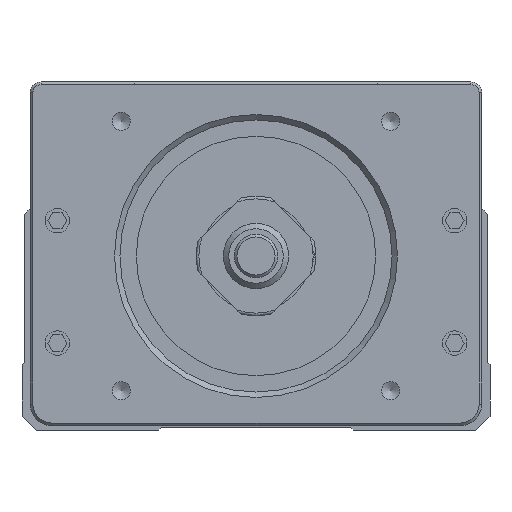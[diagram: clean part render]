
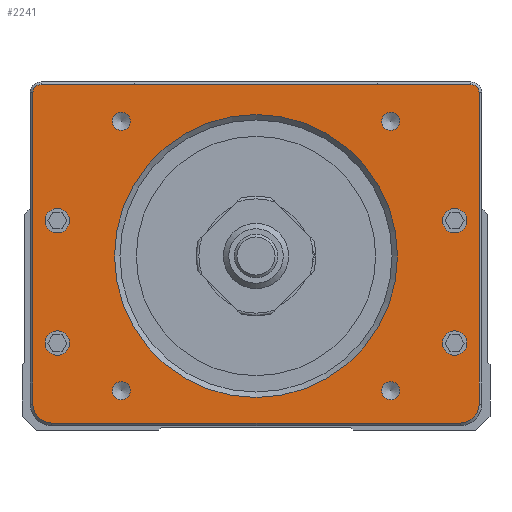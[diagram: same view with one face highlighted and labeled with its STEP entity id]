
A CAD part, front view. The second image highlights one B-rep face of the part: STEP entity #2241.
In plain terms, the highlighted planar face has unit normal (0, -1, 0).
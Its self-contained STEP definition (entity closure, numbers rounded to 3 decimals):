
#450=PLANE('',#27300);
#1474=FACE_BOUND('',#5306,.T.);
#1475=FACE_BOUND('',#5307,.T.);
#1476=FACE_BOUND('',#5308,.T.);
#1477=FACE_BOUND('',#5309,.T.);
#1478=FACE_BOUND('',#5310,.T.);
#1479=FACE_BOUND('',#5311,.T.);
#1480=FACE_BOUND('',#5312,.T.);
#1481=FACE_BOUND('',#5313,.T.);
#1482=FACE_BOUND('',#5314,.T.);
#1483=FACE_BOUND('',#5315,.T.);
#2241=ADVANCED_FACE('',(#1474,#1475,#1476,#1477,#1478,#1479,#1480,#1481,
#1482,#1483),#450,.F.);
#5306=EDGE_LOOP('',(#8643));
#5307=EDGE_LOOP('',(#8644));
#5308=EDGE_LOOP('',(#8645));
#5309=EDGE_LOOP('',(#8646));
#5310=EDGE_LOOP('',(#8647));
#5311=EDGE_LOOP('',(#8648,#8649,#8650,#8651,#8652,#8653,#8654,#8655));
#5312=EDGE_LOOP('',(#8656));
#5313=EDGE_LOOP('',(#8657));
#5314=EDGE_LOOP('',(#8658));
#5315=EDGE_LOOP('',(#8659));
#7214=CIRCLE('',#27287,26.);
#7215=CIRCLE('',#27288,1.65);
#7216=CIRCLE('',#27289,1.65);
#7217=CIRCLE('',#27290,1.65);
#7218=CIRCLE('',#27291,1.65);
#7219=CIRCLE('',#27292,1.5);
#7220=CIRCLE('',#27293,1.5);
#7221=CIRCLE('',#27294,3.5);
#7222=CIRCLE('',#27295,3.5);
#7223=CIRCLE('',#27296,2.25);
#7224=CIRCLE('',#27297,2.25);
#7225=CIRCLE('',#27298,2.25);
#7226=CIRCLE('',#27299,2.25);
#8643=ORIENTED_EDGE('',*,*,#18487,.T.);
#8644=ORIENTED_EDGE('',*,*,#18488,.T.);
#8645=ORIENTED_EDGE('',*,*,#18489,.T.);
#8646=ORIENTED_EDGE('',*,*,#18490,.T.);
#8647=ORIENTED_EDGE('',*,*,#18491,.T.);
#8648=ORIENTED_EDGE('',*,*,#18492,.T.);
#8649=ORIENTED_EDGE('',*,*,#18493,.T.);
#8650=ORIENTED_EDGE('',*,*,#18494,.T.);
#8651=ORIENTED_EDGE('',*,*,#18495,.T.);
#8652=ORIENTED_EDGE('',*,*,#18496,.T.);
#8653=ORIENTED_EDGE('',*,*,#18497,.T.);
#8654=ORIENTED_EDGE('',*,*,#18498,.T.);
#8655=ORIENTED_EDGE('',*,*,#18499,.T.);
#8656=ORIENTED_EDGE('',*,*,#18500,.T.);
#8657=ORIENTED_EDGE('',*,*,#18501,.T.);
#8658=ORIENTED_EDGE('',*,*,#18502,.T.);
#8659=ORIENTED_EDGE('',*,*,#18503,.T.);
#15900=VERTEX_POINT('',#37797);
#15901=VERTEX_POINT('',#37799);
#15902=VERTEX_POINT('',#37801);
#15903=VERTEX_POINT('',#37803);
#15904=VERTEX_POINT('',#37805);
#15905=VERTEX_POINT('',#37807);
#15906=VERTEX_POINT('',#37808);
#15907=VERTEX_POINT('',#37810);
#15908=VERTEX_POINT('',#37812);
#15909=VERTEX_POINT('',#37814);
#15910=VERTEX_POINT('',#37816);
#15911=VERTEX_POINT('',#37818);
#15912=VERTEX_POINT('',#37820);
#15913=VERTEX_POINT('',#37823);
#15914=VERTEX_POINT('',#37825);
#15915=VERTEX_POINT('',#37827);
#15916=VERTEX_POINT('',#37829);
#18487=EDGE_CURVE('',#15900,#15900,#7214,.T.);
#18488=EDGE_CURVE('',#15901,#15901,#7215,.T.);
#18489=EDGE_CURVE('',#15902,#15902,#7216,.T.);
#18490=EDGE_CURVE('',#15903,#15903,#7217,.T.);
#18491=EDGE_CURVE('',#15904,#15904,#7218,.T.);
#18492=EDGE_CURVE('',#15905,#15906,#22071,.T.);
#18493=EDGE_CURVE('',#15906,#15907,#7219,.T.);
#18494=EDGE_CURVE('',#15907,#15908,#22072,.T.);
#18495=EDGE_CURVE('',#15908,#15909,#7220,.T.);
#18496=EDGE_CURVE('',#15909,#15910,#22073,.T.);
#18497=EDGE_CURVE('',#15910,#15911,#7221,.T.);
#18498=EDGE_CURVE('',#15911,#15912,#22074,.T.);
#18499=EDGE_CURVE('',#15912,#15905,#7222,.T.);
#18500=EDGE_CURVE('',#15913,#15913,#7223,.T.);
#18501=EDGE_CURVE('',#15914,#15914,#7224,.T.);
#18502=EDGE_CURVE('',#15915,#15915,#7225,.T.);
#18503=EDGE_CURVE('',#15916,#15916,#7226,.T.);
#22071=LINE('',#37806,#24738);
#22072=LINE('',#37811,#24739);
#22073=LINE('',#37815,#24740);
#22074=LINE('',#37819,#24741);
#24738=VECTOR('',#30063,1.);
#24739=VECTOR('',#30066,1.);
#24740=VECTOR('',#30069,1.);
#24741=VECTOR('',#30072,1.);
#27287=AXIS2_PLACEMENT_3D('',#37796,#30053,#30054);
#27288=AXIS2_PLACEMENT_3D('',#37798,#30055,#30056);
#27289=AXIS2_PLACEMENT_3D('',#37800,#30057,#30058);
#27290=AXIS2_PLACEMENT_3D('',#37802,#30059,#30060);
#27291=AXIS2_PLACEMENT_3D('',#37804,#30061,#30062);
#27292=AXIS2_PLACEMENT_3D('',#37809,#30064,#30065);
#27293=AXIS2_PLACEMENT_3D('',#37813,#30067,#30068);
#27294=AXIS2_PLACEMENT_3D('',#37817,#30070,#30071);
#27295=AXIS2_PLACEMENT_3D('',#37821,#30073,#30074);
#27296=AXIS2_PLACEMENT_3D('',#37822,#30075,#30076);
#27297=AXIS2_PLACEMENT_3D('',#37824,#30077,#30078);
#27298=AXIS2_PLACEMENT_3D('',#37826,#30079,#30080);
#27299=AXIS2_PLACEMENT_3D('',#37828,#30081,#30082);
#27300=AXIS2_PLACEMENT_3D('',#37830,#30083,#30084);
#30053=DIRECTION('',(0.,1.,0.));
#30054=DIRECTION('',(0.,0.,1.));
#30055=DIRECTION('',(0.,1.,0.));
#30056=DIRECTION('',(0.,0.,1.));
#30057=DIRECTION('',(0.,1.,0.));
#30058=DIRECTION('',(0.,0.,1.));
#30059=DIRECTION('',(0.,1.,0.));
#30060=DIRECTION('',(0.,0.,1.));
#30061=DIRECTION('',(0.,1.,0.));
#30062=DIRECTION('',(0.,0.,1.));
#30063=DIRECTION('',(0.,0.,1.));
#30064=DIRECTION('',(0.,-1.,0.));
#30065=DIRECTION('',(0.,0.,1.));
#30066=DIRECTION('',(-1.,0.,0.));
#30067=DIRECTION('',(0.,-1.,0.));
#30068=DIRECTION('',(0.,0.,1.));
#30069=DIRECTION('',(0.,0.,-1.));
#30070=DIRECTION('',(0.,-1.,0.));
#30071=DIRECTION('',(0.,0.,1.));
#30072=DIRECTION('',(1.,0.,0.));
#30073=DIRECTION('',(0.,-1.,0.));
#30074=DIRECTION('',(0.,0.,1.));
#30075=DIRECTION('',(0.,1.,0.));
#30076=DIRECTION('',(0.,0.,1.));
#30077=DIRECTION('',(0.,1.,0.));
#30078=DIRECTION('',(0.,0.,1.));
#30079=DIRECTION('',(0.,1.,0.));
#30080=DIRECTION('',(0.,0.,1.));
#30081=DIRECTION('',(0.,1.,0.));
#30082=DIRECTION('',(0.,0.,1.));
#30083=DIRECTION('',(0.,1.,0.));
#30084=DIRECTION('',(0.,0.,-1.));
#37796=CARTESIAN_POINT('',(0.,-236.633,32.));
#37797=CARTESIAN_POINT('',(0.,-236.633,58.));
#37798=CARTESIAN_POINT('',(-24.749,-236.633,56.749));
#37799=CARTESIAN_POINT('',(-24.749,-236.633,58.399));
#37800=CARTESIAN_POINT('',(-24.749,-236.633,7.251));
#37801=CARTESIAN_POINT('',(-24.749,-236.633,8.901));
#37802=CARTESIAN_POINT('',(24.749,-236.633,7.251));
#37803=CARTESIAN_POINT('',(24.749,-236.633,8.901));
#37804=CARTESIAN_POINT('',(24.749,-236.633,56.749));
#37805=CARTESIAN_POINT('',(24.749,-236.633,58.399));
#37806=CARTESIAN_POINT('',(41.,-236.633,60.));
#37807=CARTESIAN_POINT('',(41.,-236.633,4.8));
#37808=CARTESIAN_POINT('',(41.,-236.633,62.));
#37809=CARTESIAN_POINT('',(39.5,-236.633,62.));
#37810=CARTESIAN_POINT('',(39.5,-236.633,63.5));
#37811=CARTESIAN_POINT('',(39.,-236.633,63.5));
#37812=CARTESIAN_POINT('',(-39.5,-236.633,63.5));
#37813=CARTESIAN_POINT('',(-39.5,-236.633,62.));
#37814=CARTESIAN_POINT('',(-41.,-236.633,62.));
#37815=CARTESIAN_POINT('',(-41.,-236.633,60.));
#37816=CARTESIAN_POINT('',(-41.,-236.633,4.8));
#37817=CARTESIAN_POINT('',(-37.5,-236.633,4.8));
#37818=CARTESIAN_POINT('',(-37.5,-236.633,1.3));
#37819=CARTESIAN_POINT('',(39.,-236.633,1.3));
#37820=CARTESIAN_POINT('',(37.5,-236.633,1.3));
#37821=CARTESIAN_POINT('',(37.5,-236.633,4.8));
#37822=CARTESIAN_POINT('',(-36.5,-236.633,38.5));
#37823=CARTESIAN_POINT('',(-36.5,-236.633,40.75));
#37824=CARTESIAN_POINT('',(-36.5,-236.633,16.));
#37825=CARTESIAN_POINT('',(-36.5,-236.633,18.25));
#37826=CARTESIAN_POINT('',(36.5,-236.633,38.5));
#37827=CARTESIAN_POINT('',(36.5,-236.633,40.75));
#37828=CARTESIAN_POINT('',(36.5,-236.633,16.));
#37829=CARTESIAN_POINT('',(36.5,-236.633,18.25));
#37830=CARTESIAN_POINT('',(39.,-236.633,60.));
